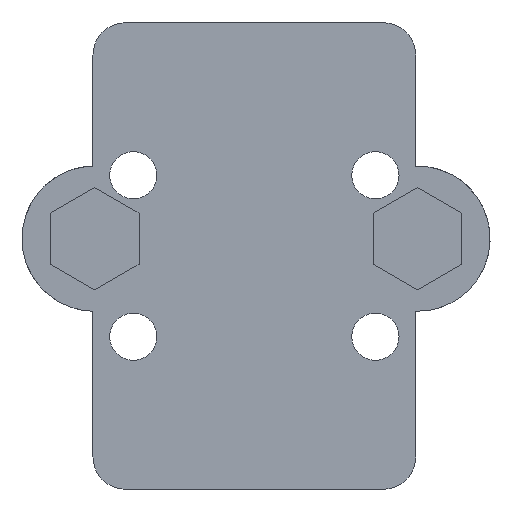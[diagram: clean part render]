
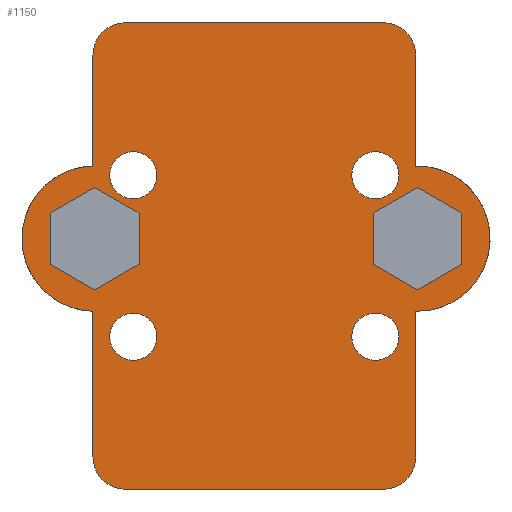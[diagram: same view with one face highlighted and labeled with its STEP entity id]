
A CAD part, front view. The second image highlights one B-rep face of the part: STEP entity #1150.
In plain terms, the highlighted planar face has unit normal (0, -1, 0).
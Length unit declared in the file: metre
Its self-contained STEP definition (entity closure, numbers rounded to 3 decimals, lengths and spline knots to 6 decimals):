
#72=CIRCLE('',#1228,0.002);
#73=CIRCLE('',#1229,0.0045);
#74=CIRCLE('',#1230,0.002);
#75=CIRCLE('',#1231,0.002);
#76=CIRCLE('',#1232,0.0045);
#77=CIRCLE('',#1233,0.002);
#78=CIRCLE('',#1234,0.001464);
#79=CIRCLE('',#1235,0.001464);
#80=CIRCLE('',#1236,0.001464);
#81=CIRCLE('',#1237,0.001464);
#124=ORIENTED_EDGE('',*,*,#476,.F.);
#125=ORIENTED_EDGE('',*,*,#477,.F.);
#126=ORIENTED_EDGE('',*,*,#478,.F.);
#127=ORIENTED_EDGE('',*,*,#479,.T.);
#128=ORIENTED_EDGE('',*,*,#480,.F.);
#129=ORIENTED_EDGE('',*,*,#481,.F.);
#130=ORIENTED_EDGE('',*,*,#482,.T.);
#131=ORIENTED_EDGE('',*,*,#483,.T.);
#132=ORIENTED_EDGE('',*,*,#484,.T.);
#133=ORIENTED_EDGE('',*,*,#485,.F.);
#134=ORIENTED_EDGE('',*,*,#486,.T.);
#135=ORIENTED_EDGE('',*,*,#487,.T.);
#136=ORIENTED_EDGE('',*,*,#488,.F.);
#137=ORIENTED_EDGE('',*,*,#489,.T.);
#138=ORIENTED_EDGE('',*,*,#490,.F.);
#139=ORIENTED_EDGE('',*,*,#491,.F.);
#140=ORIENTED_EDGE('',*,*,#492,.F.);
#141=ORIENTED_EDGE('',*,*,#493,.T.);
#142=ORIENTED_EDGE('',*,*,#494,.T.);
#143=ORIENTED_EDGE('',*,*,#495,.T.);
#144=ORIENTED_EDGE('',*,*,#496,.T.);
#145=ORIENTED_EDGE('',*,*,#497,.T.);
#146=ORIENTED_EDGE('',*,*,#498,.T.);
#147=ORIENTED_EDGE('',*,*,#499,.T.);
#148=ORIENTED_EDGE('',*,*,#500,.F.);
#149=ORIENTED_EDGE('',*,*,#501,.T.);
#150=ORIENTED_EDGE('',*,*,#502,.T.);
#151=ORIENTED_EDGE('',*,*,#503,.T.);
#476=EDGE_CURVE('',#652,#653,#772,.T.);
#477=EDGE_CURVE('',#654,#652,#773,.T.);
#478=EDGE_CURVE('',#655,#654,#774,.T.);
#479=EDGE_CURVE('',#655,#656,#775,.T.);
#480=EDGE_CURVE('',#657,#656,#776,.T.);
#481=EDGE_CURVE('',#653,#657,#777,.T.);
#482=EDGE_CURVE('',#658,#659,#778,.T.);
#483=EDGE_CURVE('',#659,#660,#72,.F.);
#484=EDGE_CURVE('',#660,#661,#779,.T.);
#485=EDGE_CURVE('',#662,#661,#73,.T.);
#486=EDGE_CURVE('',#662,#663,#780,.T.);
#487=EDGE_CURVE('',#663,#664,#74,.F.);
#488=EDGE_CURVE('',#665,#664,#781,.T.);
#489=EDGE_CURVE('',#665,#666,#75,.F.);
#490=EDGE_CURVE('',#667,#666,#782,.T.);
#491=EDGE_CURVE('',#668,#667,#76,.T.);
#492=EDGE_CURVE('',#669,#668,#783,.T.);
#493=EDGE_CURVE('',#669,#658,#77,.F.);
#494=EDGE_CURVE('',#670,#670,#78,.T.);
#495=EDGE_CURVE('',#671,#671,#79,.T.);
#496=EDGE_CURVE('',#672,#672,#80,.T.);
#497=EDGE_CURVE('',#673,#673,#81,.T.);
#498=EDGE_CURVE('',#674,#675,#784,.T.);
#499=EDGE_CURVE('',#675,#676,#785,.T.);
#500=EDGE_CURVE('',#677,#676,#786,.T.);
#501=EDGE_CURVE('',#677,#678,#787,.T.);
#502=EDGE_CURVE('',#678,#679,#788,.T.);
#503=EDGE_CURVE('',#679,#674,#789,.T.);
#652=VERTEX_POINT('',#1674);
#653=VERTEX_POINT('',#1675);
#654=VERTEX_POINT('',#1677);
#655=VERTEX_POINT('',#1679);
#656=VERTEX_POINT('',#1681);
#657=VERTEX_POINT('',#1683);
#658=VERTEX_POINT('',#1686);
#659=VERTEX_POINT('',#1687);
#660=VERTEX_POINT('',#1689);
#661=VERTEX_POINT('',#1691);
#662=VERTEX_POINT('',#1693);
#663=VERTEX_POINT('',#1695);
#664=VERTEX_POINT('',#1697);
#665=VERTEX_POINT('',#1699);
#666=VERTEX_POINT('',#1701);
#667=VERTEX_POINT('',#1703);
#668=VERTEX_POINT('',#1705);
#669=VERTEX_POINT('',#1707);
#670=VERTEX_POINT('',#1710);
#671=VERTEX_POINT('',#1712);
#672=VERTEX_POINT('',#1714);
#673=VERTEX_POINT('',#1716);
#674=VERTEX_POINT('',#1718);
#675=VERTEX_POINT('',#1719);
#676=VERTEX_POINT('',#1721);
#677=VERTEX_POINT('',#1723);
#678=VERTEX_POINT('',#1725);
#679=VERTEX_POINT('',#1727);
#772=LINE('',#1673,#866);
#773=LINE('',#1676,#867);
#774=LINE('',#1678,#868);
#775=LINE('',#1680,#869);
#776=LINE('',#1682,#870);
#777=LINE('',#1684,#871);
#778=LINE('',#1685,#872);
#779=LINE('',#1690,#873);
#780=LINE('',#1694,#874);
#781=LINE('',#1698,#875);
#782=LINE('',#1702,#876);
#783=LINE('',#1706,#877);
#784=LINE('',#1717,#878);
#785=LINE('',#1720,#879);
#786=LINE('',#1722,#880);
#787=LINE('',#1724,#881);
#788=LINE('',#1726,#882);
#789=LINE('',#1728,#883);
#866=VECTOR('',#1347,1.);
#867=VECTOR('',#1348,1.);
#868=VECTOR('',#1349,1.);
#869=VECTOR('',#1350,1.);
#870=VECTOR('',#1351,1.);
#871=VECTOR('',#1352,1.);
#872=VECTOR('',#1353,1.);
#873=VECTOR('',#1356,1.);
#874=VECTOR('',#1359,1.);
#875=VECTOR('',#1362,1.);
#876=VECTOR('',#1365,1.);
#877=VECTOR('',#1368,1.);
#878=VECTOR('',#1379,1.);
#879=VECTOR('',#1380,1.);
#880=VECTOR('',#1381,1.);
#881=VECTOR('',#1382,1.);
#882=VECTOR('',#1383,1.);
#883=VECTOR('',#1384,1.);
#960=EDGE_LOOP('',(#124,#125,#126,#127,#128,#129));
#961=EDGE_LOOP('',(#130,#131,#132,#133,#134,#135,#136,#137,#138,#139,#140,
#141));
#962=EDGE_LOOP('',(#142));
#963=EDGE_LOOP('',(#143));
#964=EDGE_LOOP('',(#144));
#965=EDGE_LOOP('',(#145));
#966=EDGE_LOOP('',(#146,#147,#148,#149,#150,#151));
#1038=FACE_BOUND('',#960,.T.);
#1039=FACE_BOUND('',#961,.T.);
#1040=FACE_BOUND('',#962,.T.);
#1041=FACE_BOUND('',#963,.T.);
#1042=FACE_BOUND('',#964,.T.);
#1043=FACE_BOUND('',#965,.T.);
#1044=FACE_BOUND('',#966,.T.);
#1116=PLANE('',#1227);
#1150=ADVANCED_FACE('',(#1038,#1039,#1040,#1041,#1042,#1043,#1044),#1116,
 .F.);
#1227=AXIS2_PLACEMENT_3D('',#1672,#1345,#1346);
#1228=AXIS2_PLACEMENT_3D('',#1688,#1354,#1355);
#1229=AXIS2_PLACEMENT_3D('',#1692,#1357,#1358);
#1230=AXIS2_PLACEMENT_3D('',#1696,#1360,#1361);
#1231=AXIS2_PLACEMENT_3D('',#1700,#1363,#1364);
#1232=AXIS2_PLACEMENT_3D('',#1704,#1366,#1367);
#1233=AXIS2_PLACEMENT_3D('',#1708,#1369,#1370);
#1234=AXIS2_PLACEMENT_3D('',#1709,#1371,#1372);
#1235=AXIS2_PLACEMENT_3D('',#1711,#1373,#1374);
#1236=AXIS2_PLACEMENT_3D('',#1713,#1375,#1376);
#1237=AXIS2_PLACEMENT_3D('',#1715,#1377,#1378);
#1345=DIRECTION('',(0.,1.,0.));
#1346=DIRECTION('',(-1.,0.,0.));
#1347=DIRECTION('',(0.,0.,-1.));
#1348=DIRECTION('',(-0.866,0.,-0.5));
#1349=DIRECTION('',(-0.866,0.,0.5));
#1350=DIRECTION('',(0.,0.,-1.));
#1351=DIRECTION('',(0.866,0.,0.5));
#1352=DIRECTION('',(0.866,0.,-0.5));
#1353=DIRECTION('',(-1.,0.,0.));
#1354=DIRECTION('',(0.,1.,0.));
#1355=DIRECTION('',(0.,0.,1.));
#1356=DIRECTION('',(0.,0.,-1.));
#1357=DIRECTION('',(0.,1.,0.));
#1358=DIRECTION('',(0.,0.,1.));
#1359=DIRECTION('',(0.,0.,-1.));
#1360=DIRECTION('',(0.,1.,0.));
#1361=DIRECTION('',(0.,0.,1.));
#1362=DIRECTION('',(-1.,0.,0.));
#1363=DIRECTION('',(0.,1.,0.));
#1364=DIRECTION('',(0.,0.,1.));
#1365=DIRECTION('',(0.,0.,-1.));
#1366=DIRECTION('',(0.,1.,0.));
#1367=DIRECTION('',(0.,0.,1.));
#1368=DIRECTION('',(0.,0.,-1.));
#1369=DIRECTION('',(0.,1.,0.));
#1370=DIRECTION('',(0.,0.,1.));
#1371=DIRECTION('',(0.,1.,0.));
#1372=DIRECTION('',(0.,0.,1.));
#1373=DIRECTION('',(0.,1.,0.));
#1374=DIRECTION('',(0.,0.,1.));
#1375=DIRECTION('',(0.,1.,0.));
#1376=DIRECTION('',(0.,0.,1.));
#1377=DIRECTION('',(0.,1.,0.));
#1378=DIRECTION('',(0.,0.,1.));
#1379=DIRECTION('',(0.866,0.,0.5));
#1380=DIRECTION('',(0.866,0.,-0.5));
#1381=DIRECTION('',(0.,0.,1.));
#1382=DIRECTION('',(-0.866,0.,-0.5));
#1383=DIRECTION('',(-0.866,0.,0.5));
#1384=DIRECTION('',(0.,0.,1.));
#1672=CARTESIAN_POINT('',(0.129099,0.039294,0.34045));
#1673=CARTESIAN_POINT('',(0.126251,0.039294,0.351723));
#1674=CARTESIAN_POINT('',(0.126251,0.039294,0.352561));
#1675=CARTESIAN_POINT('',(0.126251,0.039294,0.349385));
#1676=CARTESIAN_POINT('',(0.128276,0.039294,0.35373));
#1677=CARTESIAN_POINT('',(0.129001,0.039294,0.354148));
#1678=CARTESIAN_POINT('',(0.131026,0.039294,0.352979));
#1679=CARTESIAN_POINT('',(0.131751,0.039294,0.352561));
#1680=CARTESIAN_POINT('',(0.131751,0.039294,0.350223));
#1681=CARTESIAN_POINT('',(0.131751,0.039294,0.349385));
#1682=CARTESIAN_POINT('',(0.129726,0.039294,0.348216));
#1683=CARTESIAN_POINT('',(0.129001,0.039294,0.347798));
#1684=CARTESIAN_POINT('',(0.126976,0.039294,0.348967));
#1685=CARTESIAN_POINT('',(0.138899,0.039294,0.36435));
#1686=CARTESIAN_POINT('',(0.146899,0.039294,0.36435));
#1687=CARTESIAN_POINT('',(0.130899,0.039294,0.36435));
#1688=CARTESIAN_POINT('',(0.130899,0.039294,0.36235));
#1689=CARTESIAN_POINT('',(0.128899,0.039294,0.36235));
#1690=CARTESIAN_POINT('',(0.128899,0.039294,0.36185));
#1691=CARTESIAN_POINT('',(0.128899,0.039294,0.355472));
#1692=CARTESIAN_POINT('',(0.129001,0.039294,0.350973));
#1693=CARTESIAN_POINT('',(0.128899,0.039294,0.346474));
#1694=CARTESIAN_POINT('',(0.128899,0.039294,0.343462));
#1695=CARTESIAN_POINT('',(0.128899,0.039294,0.33745));
#1696=CARTESIAN_POINT('',(0.130899,0.039294,0.33745));
#1697=CARTESIAN_POINT('',(0.130899,0.039294,0.33545));
#1698=CARTESIAN_POINT('',(0.148699,0.039294,0.33545));
#1699=CARTESIAN_POINT('',(0.146899,0.039294,0.33545));
#1700=CARTESIAN_POINT('',(0.146899,0.039294,0.33745));
#1701=CARTESIAN_POINT('',(0.148899,0.039294,0.33745));
#1702=CARTESIAN_POINT('',(0.148899,0.039294,0.33795));
#1703=CARTESIAN_POINT('',(0.148899,0.039294,0.346474));
#1704=CARTESIAN_POINT('',(0.149001,0.039294,0.350973));
#1705=CARTESIAN_POINT('',(0.148899,0.039294,0.355472));
#1706=CARTESIAN_POINT('',(0.148899,0.039294,0.357411));
#1707=CARTESIAN_POINT('',(0.148899,0.039294,0.36235));
#1708=CARTESIAN_POINT('',(0.146899,0.039294,0.36235));
#1709=CARTESIAN_POINT('',(0.146399,0.039294,0.3549));
#1710=CARTESIAN_POINT('',(0.146399,0.039294,0.356364));
#1711=CARTESIAN_POINT('',(0.146399,0.039294,0.3449));
#1712=CARTESIAN_POINT('',(0.146399,0.039294,0.346364));
#1713=CARTESIAN_POINT('',(0.131399,0.039294,0.3449));
#1714=CARTESIAN_POINT('',(0.131399,0.039294,0.346364));
#1715=CARTESIAN_POINT('',(0.131399,0.039294,0.3549));
#1716=CARTESIAN_POINT('',(0.131399,0.039294,0.356364));
#1717=CARTESIAN_POINT('',(0.148276,0.039294,0.35373));
#1718=CARTESIAN_POINT('',(0.146251,0.039294,0.352561));
#1719=CARTESIAN_POINT('',(0.149001,0.039294,0.354148));
#1720=CARTESIAN_POINT('',(0.151026,0.039294,0.352979));
#1721=CARTESIAN_POINT('',(0.151751,0.039294,0.352561));
#1722=CARTESIAN_POINT('',(0.151751,0.039294,0.350223));
#1723=CARTESIAN_POINT('',(0.151751,0.039294,0.349385));
#1724=CARTESIAN_POINT('',(0.149726,0.039294,0.348216));
#1725=CARTESIAN_POINT('',(0.149001,0.039294,0.347798));
#1726=CARTESIAN_POINT('',(0.146976,0.039294,0.348967));
#1727=CARTESIAN_POINT('',(0.146251,0.039294,0.349385));
#1728=CARTESIAN_POINT('',(0.146251,0.039294,0.351723));
